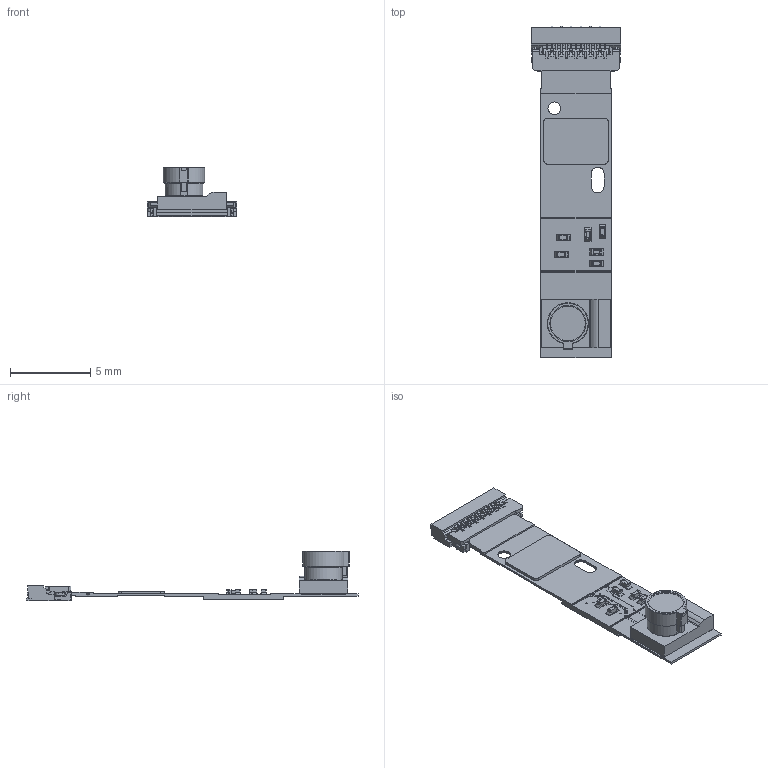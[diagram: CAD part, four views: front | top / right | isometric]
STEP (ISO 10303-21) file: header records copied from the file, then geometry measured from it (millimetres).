
FILE_DESCRIPTION(('FreeCAD Model'),'2;1');
FILE_NAME('Open CASCADE Shape Model','2024-11-14T16:18:12',(''),(''), 'Open CASCADE STEP processor 7.6','FreeCAD','Unknown');
FILE_SCHEMA(('AUTOMOTIVE_DESIGN { 1 0 10303 214 1 1 1 1 }'));
Length unit declared in the file: millimetre
Products named in the file (3): Unnamed; BMV080_simplified v2; Molex_5035661302 v1
Assembly tree (2 placements, depth 2):
  Unnamed
    BMV080_simplified v2
    Molex_5035661302 v1
Bounding box: 5.55 x 20.7 x 3.11 mm (x, y, z)
Volume: 46.3 mm3; surface area: 380.7 mm2
Topology: 2 solids, 23 shells, 2456 faces, 6595 edges, 4273 vertices
Faces by surface type: plane 1947, cylinder 409, sphere 48, bspline 25, torus 24, cone 3
Full cylindrical faces by diameter (mm): 0.1 x20, 0.101 x1, 0.102 x1, 0.802 x2, 0.803 x1, 1.832 x1, 2.16 x1, 2.26 x1
Entity records: 80327 total; most frequent: CARTESIAN_POINT 15083, ORIENTED_EDGE 13190, DIRECTION 12268, EDGE_CURVE 6595, LINE 5666, VECTOR 5666, VERTEX_POINT 4273, AXIS2_PLACEMENT_3D 3301
